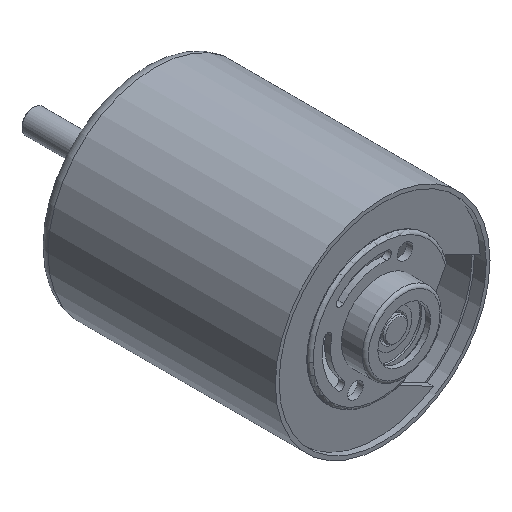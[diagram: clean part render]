
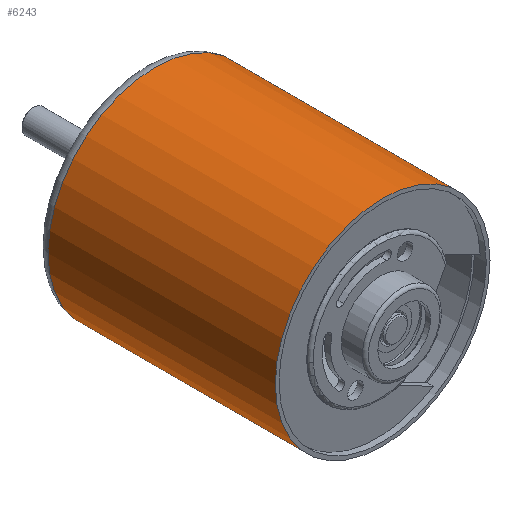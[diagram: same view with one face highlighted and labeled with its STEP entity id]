
A CAD part, isometric view. The second image highlights one B-rep face of the part: STEP entity #6243.
In plain terms, the highlighted cylindrical face has radius 17.95 mm (diameter 35.9 mm), a full revolution.
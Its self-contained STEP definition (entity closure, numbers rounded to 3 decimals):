
#1883=CYLINDRICAL_SURFACE('',#6620,17.95);
#1927=FACE_BOUND('',#2390,.T.);
#2026=FACE_OUTER_BOUND('',#2389,.T.);
#2389=EDGE_LOOP('',(#4460));
#2390=EDGE_LOOP('',(#4461));
#2843=CIRCLE('',#6618,17.95);
#2845=CIRCLE('',#6621,17.95);
#2952=VERTEX_POINT('',#8803);
#2954=VERTEX_POINT('',#8808);
#3569=EDGE_CURVE('',#2952,#2952,#2843,.T.);
#3571=EDGE_CURVE('',#2954,#2954,#2845,.T.);
#4460=ORIENTED_EDGE('',*,*,#3571,.F.);
#4461=ORIENTED_EDGE('',*,*,#3569,.T.);
#6243=ADVANCED_FACE('',(#2026,#1927),#1883,.T.);
#6618=AXIS2_PLACEMENT_3D('',#8804,#7096,#7097);
#6620=AXIS2_PLACEMENT_3D('',#8807,#7100,#7101);
#6621=AXIS2_PLACEMENT_3D('',#8809,#7102,#7103);
#7096=DIRECTION('center_axis',(0.,1.,0.));
#7097=DIRECTION('ref_axis',(-1.,0.,0.));
#7100=DIRECTION('center_axis',(0.,1.,0.));
#7101=DIRECTION('ref_axis',(-1.,0.,0.));
#7102=DIRECTION('center_axis',(0.,1.,0.));
#7103=DIRECTION('ref_axis',(-1.,0.,0.));
#8803=CARTESIAN_POINT('',(17.95,0.,0.));
#8804=CARTESIAN_POINT('Origin',(0.,0.,0.));
#8807=CARTESIAN_POINT('Origin',(0.,0.,0.));
#8808=CARTESIAN_POINT('',(17.95,38.,0.));
#8809=CARTESIAN_POINT('Origin',(0.,38.,0.));
